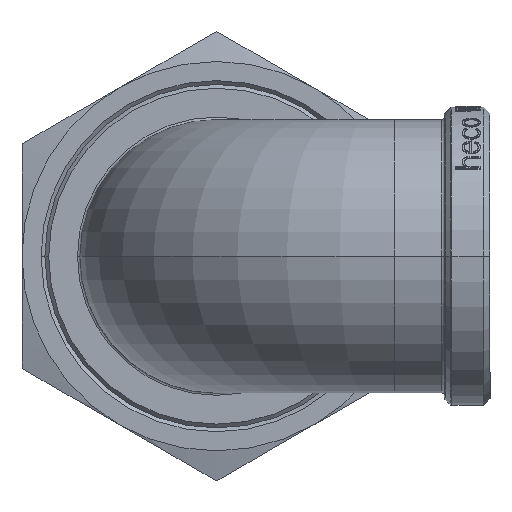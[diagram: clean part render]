
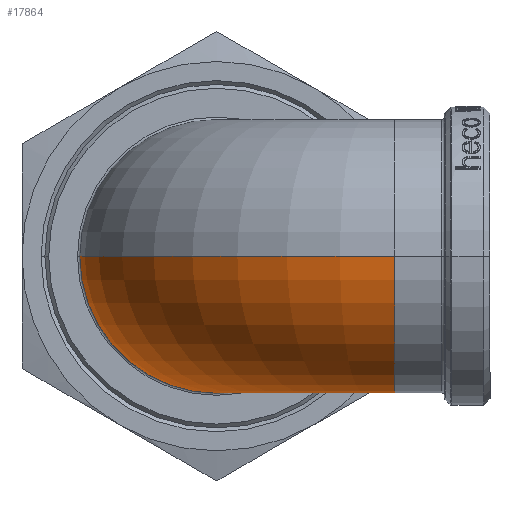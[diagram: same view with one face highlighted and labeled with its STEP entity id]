
A CAD part, left-side view. The second image highlights one B-rep face of the part: STEP entity #17864.
In plain terms, the highlighted toroidal (fillet/blend) face has major radius 21.5 mm and minor radius 16.5 mm.
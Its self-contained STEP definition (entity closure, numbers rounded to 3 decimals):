
#512 = CARTESIAN_POINT ( 'NONE',  ( 0., 0., 0. ) ) ;
#1169 = AXIS2_PLACEMENT_3D ( 'NONE', #19135, #8459, #8384 ) ;
#1289 = ORIENTED_EDGE ( 'NONE', *, *, #15474, .F. ) ;
#1817 = DIRECTION ( 'NONE',  ( 1., 0., 0. ) ) ;
#2089 = DIRECTION ( 'NONE',  ( 0., 1., 0. ) ) ;
#2261 = CIRCLE ( 'NONE', #1169, 38. ) ;
#2449 = VERTEX_POINT ( 'NONE', #18322 ) ;
#3529 = AXIS2_PLACEMENT_3D ( 'NONE', #9475, #5767, #2089 ) ;
#3865 = CIRCLE ( 'NONE', #3529, 5. ) ;
#3871 = DIRECTION ( 'NONE',  ( 0., 0., -1. ) ) ;
#3995 = CARTESIAN_POINT ( 'NONE',  ( 0., 21.5, -16.5 ) ) ;
#4534 = CARTESIAN_POINT ( 'NONE',  ( 0., 21.5, 0. ) ) ;
#4645 = CIRCLE ( 'NONE', #5726, 16.5 ) ;
#4673 = VERTEX_POINT ( 'NONE', #12596 ) ;
#5231 = CARTESIAN_POINT ( 'NONE',  ( -21.5, 0., 0. ) ) ;
#5259 = CIRCLE ( 'NONE', #10894, 16.5 ) ;
#5532 = CARTESIAN_POINT ( 'NONE',  ( 0., 5., 0. ) ) ;
#5726 = AXIS2_PLACEMENT_3D ( 'NONE', #22857, #1817, #10827 ) ;
#5767 = DIRECTION ( 'NONE',  ( 0., 0., -1. ) ) ;
#6345 = EDGE_CURVE ( 'NONE', #12128, #22066, #16144, .T. ) ;
#6532 = DIRECTION ( 'NONE',  ( 1., 0., 0. ) ) ;
#8384 = DIRECTION ( 'NONE',  ( 0., 1., 0. ) ) ;
#8459 = DIRECTION ( 'NONE',  ( 0., 0., -1. ) ) ;
#8898 = EDGE_CURVE ( 'NONE', #4673, #2449, #2261, .T. ) ;
#9475 = CARTESIAN_POINT ( 'NONE',  ( 0., 0., 0. ) ) ;
#10061 = AXIS2_PLACEMENT_3D ( 'NONE', #512, #3871, #12853 ) ;
#10539 = ORIENTED_EDGE ( 'NONE', *, *, #16326, .F. ) ;
#10827 = DIRECTION ( 'NONE',  ( 0., 1., 0. ) ) ;
#10894 = AXIS2_PLACEMENT_3D ( 'NONE', #5231, #12539, #17576 ) ;
#11658 = CARTESIAN_POINT ( 'NONE',  ( -5., 0., 0. ) ) ;
#12123 = ORIENTED_EDGE ( 'NONE', *, *, #6345, .F. ) ;
#12128 = VERTEX_POINT ( 'NONE', #5532 ) ;
#12539 = DIRECTION ( 'NONE',  ( 0., -1., 0. ) ) ;
#12596 = CARTESIAN_POINT ( 'NONE',  ( -38., 0., 0. ) ) ;
#12853 = DIRECTION ( 'NONE',  ( 0., 1., 0. ) ) ;
#13100 = TOROIDAL_SURFACE ( 'NONE', #10061, 21.5, 16.5 ) ;
#14388 = ORIENTED_EDGE ( 'NONE', *, *, #22068, .F. ) ;
#15474 = EDGE_CURVE ( 'NONE', #4673, #19324, #5259, .T. ) ;
#16144 = CIRCLE ( 'NONE', #17954, 16.5 ) ;
#16326 = EDGE_CURVE ( 'NONE', #22066, #2449, #4645, .T. ) ;
#17576 = DIRECTION ( 'NONE',  ( -1., 0., 0. ) ) ;
#17864 = ADVANCED_FACE ( 'NONE', ( #22012 ), #13100, .T. ) ;
#17954 = AXIS2_PLACEMENT_3D ( 'NONE', #4534, #6532, #20675 ) ;
#18263 = EDGE_LOOP ( 'NONE', ( #1289, #20708, #10539, #12123, #14388 ) ) ;
#18322 = CARTESIAN_POINT ( 'NONE',  ( 0., 38., 0. ) ) ;
#19135 = CARTESIAN_POINT ( 'NONE',  ( 0., 0., 0. ) ) ;
#19324 = VERTEX_POINT ( 'NONE', #11658 ) ;
#20675 = DIRECTION ( 'NONE',  ( 0., 1., 0. ) ) ;
#20708 = ORIENTED_EDGE ( 'NONE', *, *, #8898, .T. ) ;
#22012 = FACE_OUTER_BOUND ( 'NONE', #18263, .T. ) ;
#22066 = VERTEX_POINT ( 'NONE', #3995 ) ;
#22068 = EDGE_CURVE ( 'NONE', #19324, #12128, #3865, .T. ) ;
#22857 = CARTESIAN_POINT ( 'NONE',  ( 0., 21.5, 0. ) ) ;
